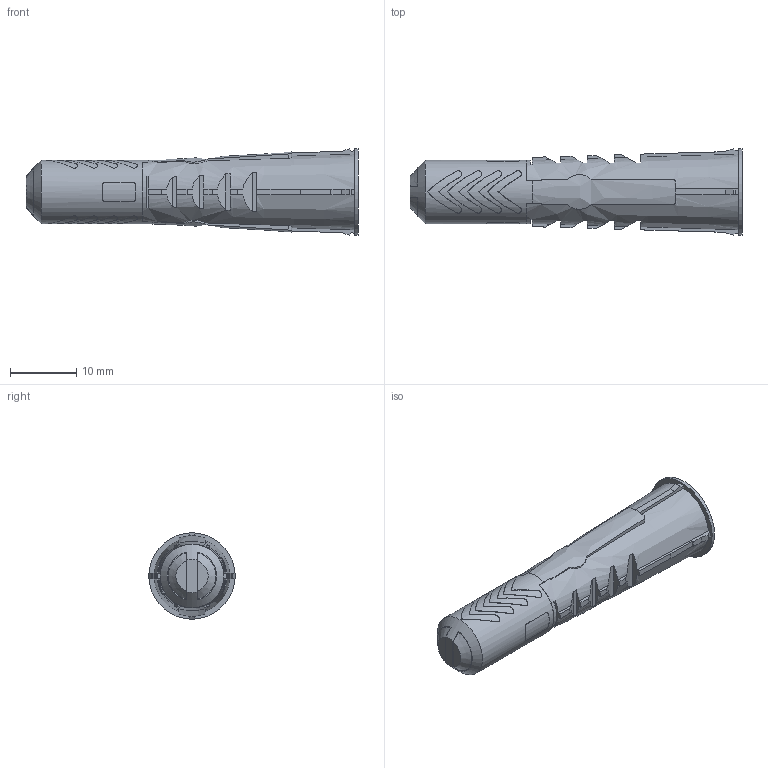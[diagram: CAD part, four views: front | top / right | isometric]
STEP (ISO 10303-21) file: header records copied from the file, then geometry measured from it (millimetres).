
FILE_DESCRIPTION(/* description */ ('STEP AP214'),/* implementation_level */ '2;1');
FILE_NAME(/* name */ 'SFS 599592',/* time_stamp */ '2022-10-20T13:54:23+02:00',/* author */ ('License CC BY-ND 4.0'),/* organization */ ('CADENAS'),/* preprocessor_version */ 'ST-DEVELOPER v18.102',/* originating_system */ 'PARTsolutions',/* authorisation */ ' ');
FILE_SCHEMA (('AUTOMOTIVE_DESIGN {1 0 10303 214 3 1 1}'));
Length unit declared in the file: millimetre
Products named in the file (1): SFS 599592
Bounding box: 50 x 13 x 13 mm (x, y, z)
Volume: 2502.6 mm3; surface area: 2868.8 mm2
Topology: 1 solids, 1 shells, 206 faces, 579 edges, 383 vertices
Faces by surface type: plane 122, cylinder 76, cone 8
Full cylindrical faces by diameter (mm): 9.6 x1, 13 x1
Entity records: 8275 total; most frequent: CARTESIAN_POINT 1858, ORIENTED_EDGE 1138, DIRECTION 862, EDGE_CURVE 569, VERTEX_POINT 381, AXIS2_PLACEMENT_3D 290, LINE 282, VECTOR 282
